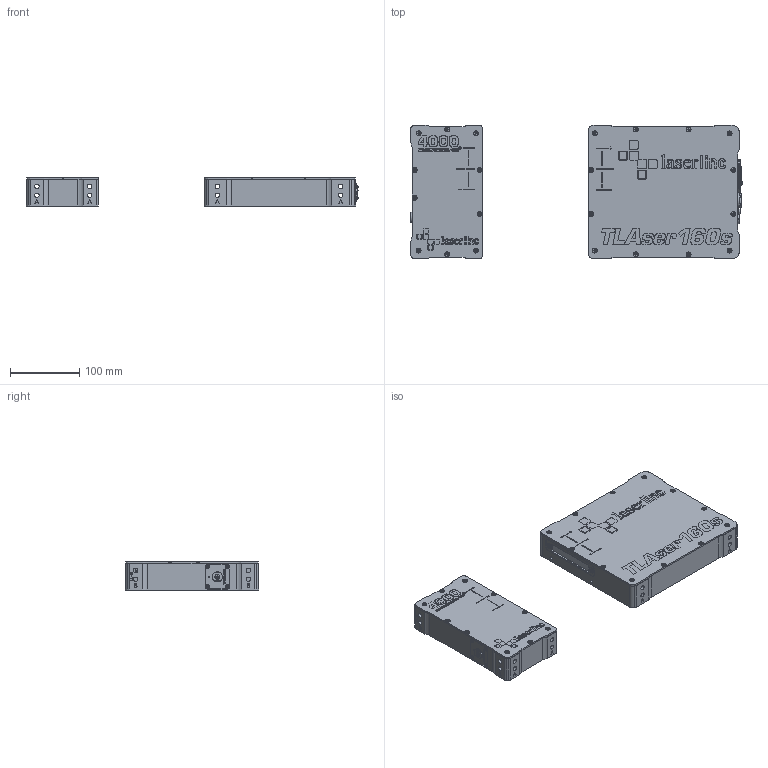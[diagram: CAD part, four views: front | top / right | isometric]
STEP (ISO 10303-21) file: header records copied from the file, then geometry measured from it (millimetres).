
FILE_DESCRIPTION (( 'STEP AP203' ), '1' );
FILE_NAME ('00160-01 TLAser160s Single-Axis Micrometer.STEP', '2014-07-07T11:47:41', ( 'Mark' ), ( '' ), 'SwSTEP 2.0', 'SolidWorks 2014', '' );
FILE_SCHEMA (( 'CONFIG_CONTROL_DESIGN' ));
Length unit declared in the file: inch
Products named in the file (3): 00160-01 TLAser160 RX; 00160-01 TLAser160 TX; 00160-01 TLAser160s Single-Axis Micrometer
Assembly tree (2 placements, depth 2):
  00160-01 TLAser160s Single-Axis Micrometer
    00160-01 TLAser160 RX
    00160-01 TLAser160 TX
Bounding box: 478.79 x 193.04 x 40.39 mm (x, y, z)
Surface area: 208506 mm2 (no closed solid volume)
Topology: 0 solids, 212 shells, 1938 faces, 8206 edges, 6438 vertices
Faces by surface type: plane 1145, cone 341, cylinder 310, bspline 106, torus 28, sphere 8
Entity records: 101943 total; most frequent: CARTESIAN_POINT 38626, ORIENTED_EDGE 12297, DIRECTION 11412, EDGE_CURVE 8144, VERTEX_POINT 6438, VECTOR 4188, LINE 4188, AXIS2_PLACEMENT_3D 3612
